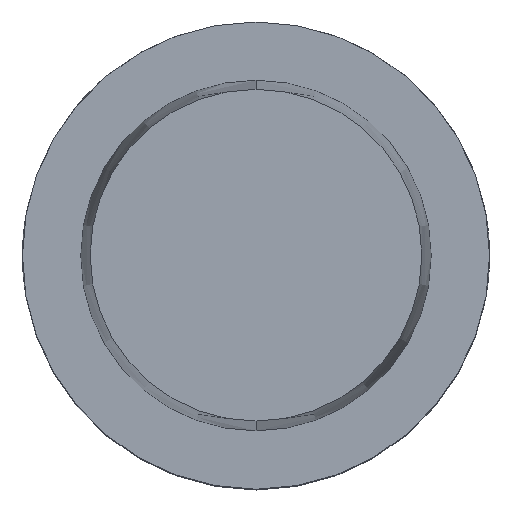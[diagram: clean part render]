
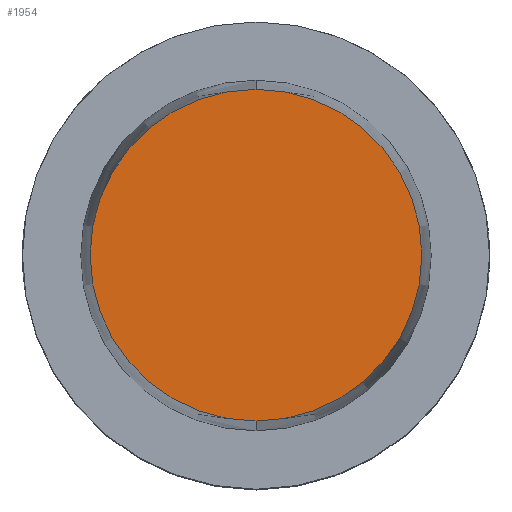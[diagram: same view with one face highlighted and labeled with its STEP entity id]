
A CAD part, top view. The second image highlights one B-rep face of the part: STEP entity #1954.
In plain terms, the highlighted planar face has unit normal (0, 0, 1).
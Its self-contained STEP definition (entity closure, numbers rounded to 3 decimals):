
#1012=CARTESIAN_POINT('',(0.,0.,50.));
#1013=DIRECTION('',(0.,0.,1.));
#1014=DIRECTION('',(0.,1.,0.));
#1015=AXIS2_PLACEMENT_3D('',#1012,#1013,#1014);
#1020=CARTESIAN_POINT('',(0.,0.,50.));
#1021=DIRECTION('',(0.,0.,-1.));
#1022=DIRECTION('',(0.,1.,0.));
#1023=AXIS2_PLACEMENT_3D('',#1020,#1021,#1022);
#1140=CARTESIAN_POINT('',(0.,35.501,50.));
#1141=VERTEX_POINT('',#1140);
#1142=CARTESIAN_POINT('',(0.,-35.501,50.));
#1143=VERTEX_POINT('',#1142);
#1945=CARTESIAN_POINT('',(0.,0.,50.));
#1946=DIRECTION('',(0.,0.,-1.));
#1947=DIRECTION('',(0.,-1.,0.));
#1948=AXIS2_PLACEMENT_3D('',#1945,#1946,#1947);
#1949=PLANE('',#1948);
#1950=ORIENTED_EDGE('',*,*,#1938,.F.);
#1951=ORIENTED_EDGE('',*,*,#1927,.T.);
#1952=EDGE_LOOP('',(#1950,#1951));
#1953=FACE_OUTER_BOUND('',#1952,.F.);
#1016=CIRCLE('',#1015,35.501);
#1024=CIRCLE('',#1023,35.501);
#1927=EDGE_CURVE('',#1141,#1143,#1024,.T.);
#1938=EDGE_CURVE('',#1141,#1143,#1016,.T.);
#1954=ADVANCED_FACE('',(#1953),#1949,.F.);
